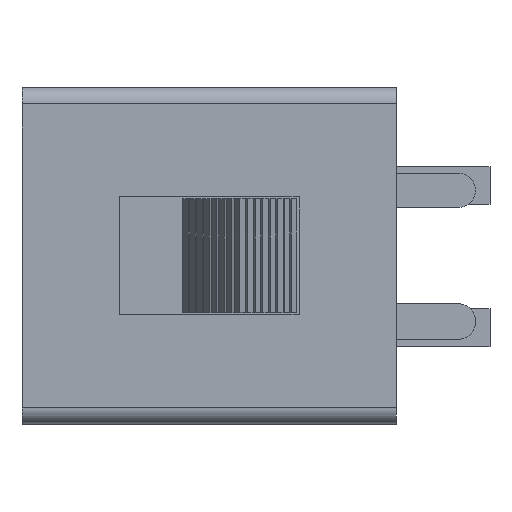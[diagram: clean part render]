
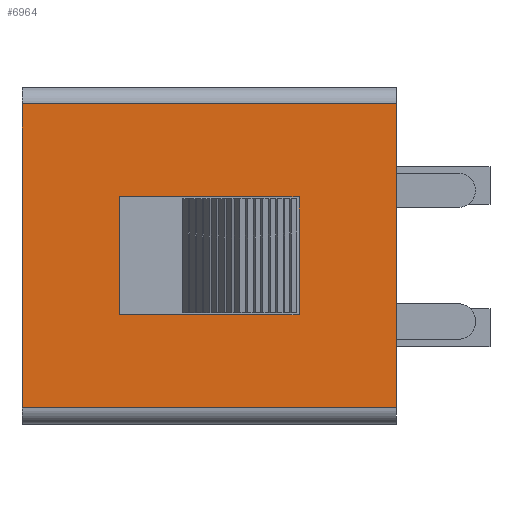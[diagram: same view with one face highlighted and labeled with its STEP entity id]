
A CAD part, top view. The second image highlights one B-rep face of the part: STEP entity #6964.
In plain terms, the highlighted planar face has unit normal (0, 0, 1).
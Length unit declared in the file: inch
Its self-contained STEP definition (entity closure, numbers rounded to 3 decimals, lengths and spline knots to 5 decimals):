
#6863=CARTESIAN_POINT('',(0.25,0.20295,0.31417));
#6864=VERTEX_POINT('',#6863);
#6882=CARTESIAN_POINT('',(-0.25,0.20295,0.31417));
#6883=VERTEX_POINT('',#6882);
#6891=CARTESIAN_POINT('',(-0.25,0.20295,0.31417));
#6892=DIRECTION('',(1.0,0.0,0.0));
#6893=VECTOR('',#6892,0.5);
#6894=LINE('',#6891,#6893);
#6895=EDGE_CURVE('',#6883,#6864,#6894,.T.);
#6900=CARTESIAN_POINT('',(-0.275,-0.22325,0.31417));
#6901=DIRECTION('',(0.0,0.0,1.0));
#6902=DIRECTION('',(1.0,0.0,0.0));
#6903=AXIS2_PLACEMENT_3D('',#6900,#6901,#6902);
#6904=PLANE('',#6903);
#6905=ORIENTED_EDGE('',*,*,#6895,.F.);
#6906=CARTESIAN_POINT('',(-0.25,-0.20295,0.31417));
#6907=VERTEX_POINT('',#6906);
#6908=CARTESIAN_POINT('',(-0.25,-0.20295,0.31417));
#6909=DIRECTION('',(0.0,1.0,0.0));
#6910=VECTOR('',#6909,0.40591);
#6911=LINE('',#6908,#6910);
#6912=EDGE_CURVE('',#6907,#6883,#6911,.T.);
#6913=ORIENTED_EDGE('',*,*,#6912,.F.);
#6914=CARTESIAN_POINT('',(0.25,-0.20295,0.31417));
#6915=VERTEX_POINT('',#6914);
#6916=CARTESIAN_POINT('',(0.25,-0.20295,0.31417));
#6917=DIRECTION('',(-1.0,0.0,0.0));
#6918=VECTOR('',#6917,0.5);
#6919=LINE('',#6916,#6918);
#6920=EDGE_CURVE('',#6915,#6907,#6919,.T.);
#6921=ORIENTED_EDGE('',*,*,#6920,.F.);
#6922=CARTESIAN_POINT('',(0.25,0.20295,0.31417));
#6923=DIRECTION('',(0.0,-1.0,0.0));
#6924=VECTOR('',#6923,0.40591);
#6925=LINE('',#6922,#6924);
#6926=EDGE_CURVE('',#6864,#6915,#6925,.T.);
#6927=ORIENTED_EDGE('',*,*,#6926,.F.);
#6928=EDGE_LOOP('',(#6905,#6913,#6921,#6927));
#6929=FACE_OUTER_BOUND('',#6928,.T.);
#6930=CARTESIAN_POINT('',(0.12008,0.07874,0.31417));
#6931=VERTEX_POINT('',#6930);
#6932=CARTESIAN_POINT('',(0.12008,-0.07874,0.31417));
#6933=VERTEX_POINT('',#6932);
#6934=CARTESIAN_POINT('',(0.12008,0.07874,0.31417));
#6935=DIRECTION('',(0.0,-1.0,0.0));
#6936=VECTOR('',#6935,0.15748);
#6937=LINE('',#6934,#6936);
#6938=EDGE_CURVE('',#6931,#6933,#6937,.T.);
#6939=ORIENTED_EDGE('',*,*,#6938,.T.);
#6940=CARTESIAN_POINT('',(-0.12008,-0.07874,0.31417));
#6941=VERTEX_POINT('',#6940);
#6942=CARTESIAN_POINT('',(0.12008,-0.07874,0.31417));
#6943=DIRECTION('',(-1.0,0.0,0.0));
#6944=VECTOR('',#6943,0.24016);
#6945=LINE('',#6942,#6944);
#6946=EDGE_CURVE('',#6933,#6941,#6945,.T.);
#6947=ORIENTED_EDGE('',*,*,#6946,.T.);
#6948=CARTESIAN_POINT('',(-0.12008,0.07874,0.31417));
#6949=VERTEX_POINT('',#6948);
#6950=CARTESIAN_POINT('',(-0.12008,-0.07874,0.31417));
#6951=DIRECTION('',(0.0,1.0,0.0));
#6952=VECTOR('',#6951,0.15748);
#6953=LINE('',#6950,#6952);
#6954=EDGE_CURVE('',#6941,#6949,#6953,.T.);
#6955=ORIENTED_EDGE('',*,*,#6954,.T.);
#6956=CARTESIAN_POINT('',(-0.12008,0.07874,0.31417));
#6957=DIRECTION('',(1.0,0.0,0.0));
#6958=VECTOR('',#6957,0.24016);
#6959=LINE('',#6956,#6958);
#6960=EDGE_CURVE('',#6949,#6931,#6959,.T.);
#6961=ORIENTED_EDGE('',*,*,#6960,.T.);
#6962=EDGE_LOOP('',(#6939,#6947,#6955,#6961));
#6963=FACE_BOUND('',#6962,.T.);
#6964=ADVANCED_FACE('',(#6929,#6963),#6904,.T.);
